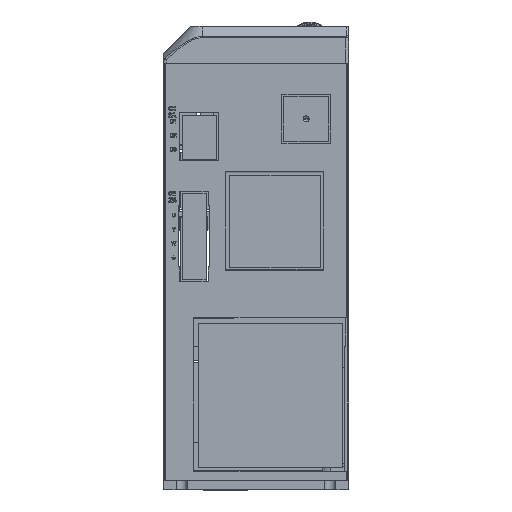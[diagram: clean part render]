
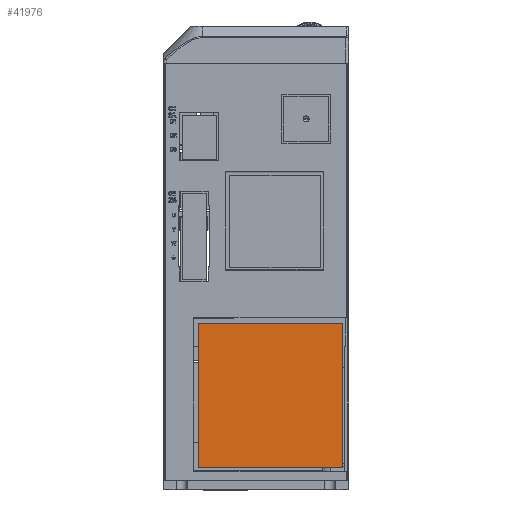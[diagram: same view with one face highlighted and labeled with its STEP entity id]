
A CAD part, front view. The second image highlights one B-rep face of the part: STEP entity #41976.
In plain terms, the highlighted planar face has unit normal (0, -1, 0).
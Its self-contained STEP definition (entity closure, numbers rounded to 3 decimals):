
#322 = DIRECTION ( 'NONE',  ( 0., 0., -1. ) ) ;
#1874 = CARTESIAN_POINT ( 'NONE',  ( -30.779, -306., 89.899 ) ) ;
#4853 = VERTEX_POINT ( 'NONE', #29431 ) ;
#4935 = VERTEX_POINT ( 'NONE', #5578 ) ;
#5578 = CARTESIAN_POINT ( 'NONE',  ( -30.779, -306., 12.269 ) ) ;
#5685 = CARTESIAN_POINT ( 'NONE',  ( -30.779, -306., 89.899 ) ) ;
#5781 = VECTOR ( 'NONE', #40105, 1000. ) ;
#6042 = CARTESIAN_POINT ( 'NONE',  ( 46.877, -306., 89.899 ) ) ;
#12054 = VECTOR ( 'NONE', #23007, 1000. ) ;
#13191 = LINE ( 'NONE', #19516, #12054 ) ;
#14581 = PLANE ( 'NONE',  #32697 ) ;
#16422 = DIRECTION ( 'NONE',  ( 0., 0., -1. ) ) ;
#19252 = CARTESIAN_POINT ( 'NONE',  ( -30.779, -306., 89.899 ) ) ;
#19432 = ORIENTED_EDGE ( 'NONE', *, *, #38954, .T. ) ;
#19516 = CARTESIAN_POINT ( 'NONE',  ( -30.779, -306., 12.269 ) ) ;
#21663 = DIRECTION ( 'NONE',  ( 0., -1., 0. ) ) ;
#23007 = DIRECTION ( 'NONE',  ( 1., 0., 0. ) ) ;
#23571 = VERTEX_POINT ( 'NONE', #6042 ) ;
#25019 = VECTOR ( 'NONE', #35726, 1000. ) ;
#25176 = EDGE_CURVE ( 'NONE', #4935, #4853, #13191, .T. ) ;
#25642 = EDGE_LOOP ( 'NONE', ( #19432, #40595, #35227, #40641 ) ) ;
#28154 = EDGE_CURVE ( 'NONE', #23571, #38903, #40902, .T. ) ;
#29006 = EDGE_CURVE ( 'NONE', #4853, #23571, #34324, .T. ) ;
#29431 = CARTESIAN_POINT ( 'NONE',  ( 46.877, -306., 12.269 ) ) ;
#32047 = VECTOR ( 'NONE', #16422, 1000. ) ;
#32222 = CARTESIAN_POINT ( 'NONE',  ( 46.877, -306., 89.899 ) ) ;
#32697 = AXIS2_PLACEMENT_3D ( 'NONE', #42487, #21663, #322 ) ;
#32982 = FACE_OUTER_BOUND ( 'NONE', #25642, .T. ) ;
#34260 = LINE ( 'NONE', #5685, #32047 ) ;
#34324 = LINE ( 'NONE', #32222, #25019 ) ;
#35227 = ORIENTED_EDGE ( 'NONE', *, *, #29006, .T. ) ;
#35726 = DIRECTION ( 'NONE',  ( 0., 0., 1. ) ) ;
#38903 = VERTEX_POINT ( 'NONE', #1874 ) ;
#38954 = EDGE_CURVE ( 'NONE', #38903, #4935, #34260, .T. ) ;
#40105 = DIRECTION ( 'NONE',  ( -1., 0., 0. ) ) ;
#40595 = ORIENTED_EDGE ( 'NONE', *, *, #25176, .T. ) ;
#40641 = ORIENTED_EDGE ( 'NONE', *, *, #28154, .T. ) ;
#40902 = LINE ( 'NONE', #19252, #5781 ) ;
#41976 = ADVANCED_FACE ( 'NONE', ( #32982 ), #14581, .T. ) ;
#42487 = CARTESIAN_POINT ( 'NONE',  ( 0., -306., 0. ) ) ;
